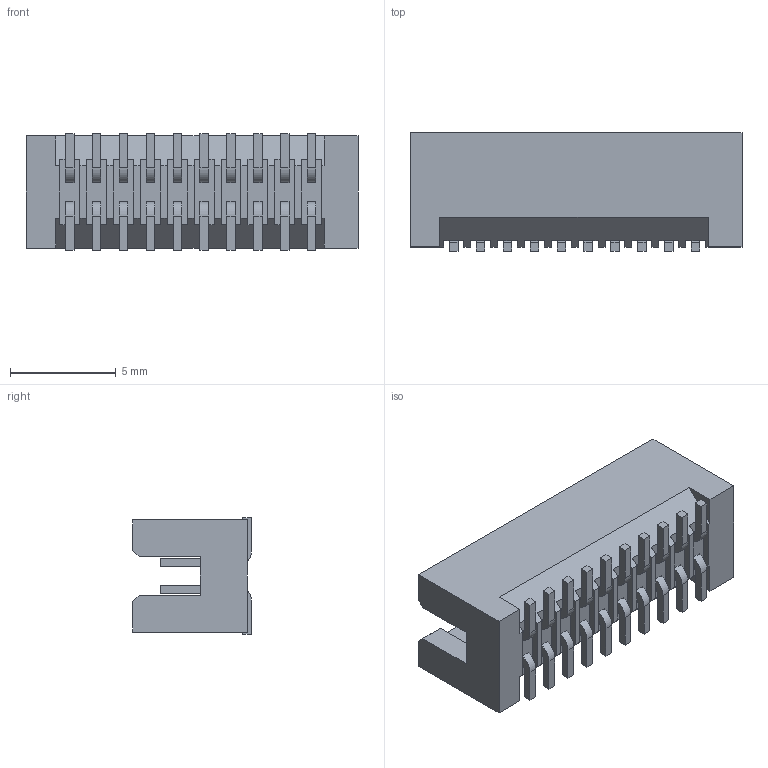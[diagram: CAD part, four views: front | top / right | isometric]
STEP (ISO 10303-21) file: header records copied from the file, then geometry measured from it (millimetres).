
FILE_DESCRIPTION((''),'2;1');
FILE_NAME('20021221-00020XXLFC','2009-07-17T',('msriniva'),('FCI - ELX Division'),'PRO/ENGINEER BY PARAMETRIC TECHNOLOGY CORPORATION, 2008010','PRO/ENGINEER BY PARAMETRIC TECHNOLOGY CORPORATION, 2008010','');
FILE_SCHEMA(('CONFIG_CONTROL_DESIGN'));
Length unit declared in the file: millimetre
Products named in the file (1): 20021221-00020XXLFC
Bounding box: 15.69 x 5.6 x 5.5 mm (x, y, z)
Volume: 242.4 mm3; surface area: 673.6 mm2
Topology: 1 solids, 1 shells, 368 faces, 938 edges, 612 vertices
Faces by surface type: plane 328, cylinder 40
Entity records: 10980 total; most frequent: CARTESIAN_POINT 1918, ORIENTED_EDGE 1876, DIRECTION 1794, EDGE_CURVE 938, VECTOR 818, LINE 818, VERTEX_POINT 612, AXIS2_PLACEMENT_3D 488
